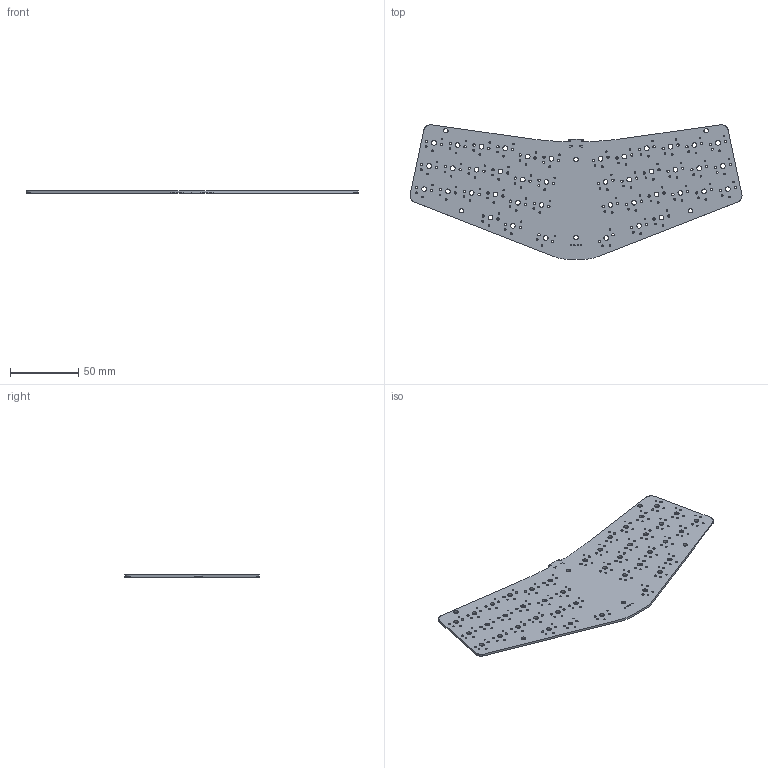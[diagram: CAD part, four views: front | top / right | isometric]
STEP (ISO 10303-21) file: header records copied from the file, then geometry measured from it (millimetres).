
FILE_DESCRIPTION(('KiCad electronic assembly'),'2;1');
FILE_NAME('pcb','2023-06-25T14:56:46',('Pcbnew'),('Kicad'), 'Open CASCADE STEP processor 7.6','KiCad to STEP converter','Unknown' );
FILE_SCHEMA(('AUTOMOTIVE_DESIGN { 1 0 10303 214 1 1 1 1 }'));
Length unit declared in the file: millimetre
Products named in the file (2): pcb 1; keyboard PCB
Assembly tree (1 placements, depth 2):
  pcb 1
    keyboard PCB
Bounding box: 242.52 x 98.19 x 1.58 mm (x, y, z)
Volume: 25646.8 mm3; surface area: 35704 mm2
Topology: 1 solids, 1 shells, 488 faces, 1458 edges, 972 vertices
Faces by surface type: cylinder 264, plane 224
Full cylindrical faces by diameter (mm): 0.65 x2, 0.991 x42, 1 x4, 1.27 x84, 1.702 x84, 3.2 x6, 3.429 x42
Entity records: 38247 total; most frequent: CARTESIAN_POINT 9004, DIRECTION 5354, LINE 3318, VECTOR 3318, ORIENTED_EDGE 2916, PCURVE 2916, DEFINITIONAL_REPRESENTATION 2916, EDGE_CURVE 1458
